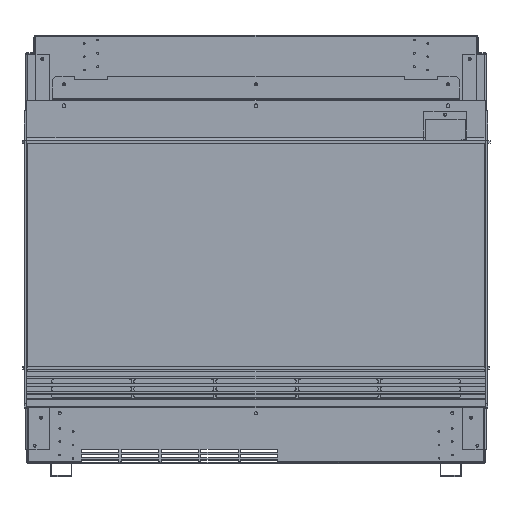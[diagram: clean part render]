
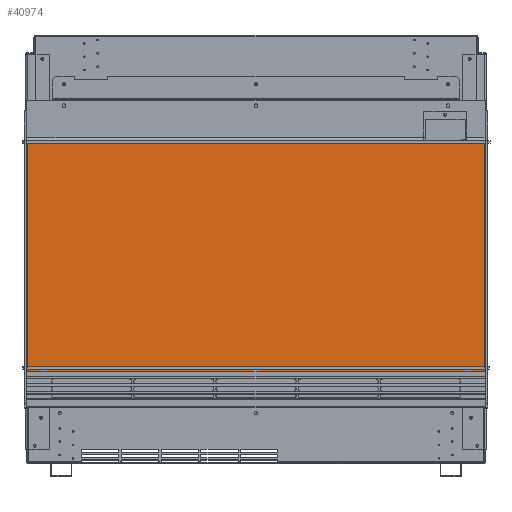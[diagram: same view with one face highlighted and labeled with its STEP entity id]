
A CAD part, top view. The second image highlights one B-rep face of the part: STEP entity #40974.
In plain terms, the highlighted planar face has unit normal (0, 0, 1).
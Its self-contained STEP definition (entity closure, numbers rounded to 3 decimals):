
#5827 = VERTEX_POINT ( 'NONE', #10942 ) ;
#6953 = VECTOR ( 'NONE', #8350, 1000. ) ;
#7443 = CARTESIAN_POINT ( 'NONE',  ( 0., 504.9, 176.4 ) ) ;
#8350 = DIRECTION ( 'NONE',  ( 0., 1., 0. ) ) ;
#8868 = CARTESIAN_POINT ( 'NONE',  ( 0., 320.4, 176.4 ) ) ;
#9942 = VERTEX_POINT ( 'NONE', #23600 ) ;
#10942 = CARTESIAN_POINT ( 'NONE',  ( -344., 504.9, 176.4 ) ) ;
#11600 = DIRECTION ( 'NONE',  ( -1., 0., 0. ) ) ;
#12190 = LINE ( 'NONE', #27084, #38203 ) ;
#12280 = DIRECTION ( 'NONE',  ( 0., 0., -1. ) ) ;
#15083 = ORIENTED_EDGE ( 'NONE', *, *, #38307, .T. ) ;
#15825 = ORIENTED_EDGE ( 'NONE', *, *, #16891, .T. ) ;
#16891 = EDGE_CURVE ( 'NONE', #20535, #9942, #26915, .T. ) ;
#18892 = DIRECTION ( 'NONE',  ( 0., -1., 0. ) ) ;
#20011 = DIRECTION ( 'NONE',  ( 0., -1., 0. ) ) ;
#20535 = VERTEX_POINT ( 'NONE', #39148 ) ;
#21187 = VECTOR ( 'NONE', #11600, 1000. ) ;
#21711 = EDGE_LOOP ( 'NONE', ( #24343, #15825, #44534, #15083 ) ) ;
#23600 = CARTESIAN_POINT ( 'NONE',  ( 344., 504.9, 176.4 ) ) ;
#24343 = ORIENTED_EDGE ( 'NONE', *, *, #37236, .T. ) ;
#24383 = LINE ( 'NONE', #39271, #27191 ) ;
#26915 = LINE ( 'NONE', #41825, #6953 ) ;
#27084 = CARTESIAN_POINT ( 'NONE',  ( -344., 320.4, 176.4 ) ) ;
#27191 = VECTOR ( 'NONE', #30963, 1000. ) ;
#29129 = VERTEX_POINT ( 'NONE', #42700 ) ;
#30963 = DIRECTION ( 'NONE',  ( 1., 0., 0. ) ) ;
#37236 = EDGE_CURVE ( 'NONE', #29129, #20535, #24383, .T. ) ;
#38203 = VECTOR ( 'NONE', #20011, 1000. ) ;
#38307 = EDGE_CURVE ( 'NONE', #5827, #29129, #12190, .T. ) ;
#39148 = CARTESIAN_POINT ( 'NONE',  ( 344., 135.9, 176.4 ) ) ;
#39271 = CARTESIAN_POINT ( 'NONE',  ( 0., 135.9, 176.4 ) ) ;
#39634 = EDGE_CURVE ( 'NONE', #9942, #5827, #44535, .T. ) ;
#40974 = ADVANCED_FACE ( 'NONE', ( #45925 ), #41360, .F. ) ;
#41360 = PLANE ( 'NONE',  #45173 ) ;
#41825 = CARTESIAN_POINT ( 'NONE',  ( 344., 320.4, 176.4 ) ) ;
#42700 = CARTESIAN_POINT ( 'NONE',  ( -344., 135.9, 176.4 ) ) ;
#44534 = ORIENTED_EDGE ( 'NONE', *, *, #39634, .T. ) ;
#44535 = LINE ( 'NONE', #7443, #21187 ) ;
#45173 = AXIS2_PLACEMENT_3D ( 'NONE', #8868, #12280, #18892 ) ;
#45925 = FACE_OUTER_BOUND ( 'NONE', #21711, .T. ) ;
